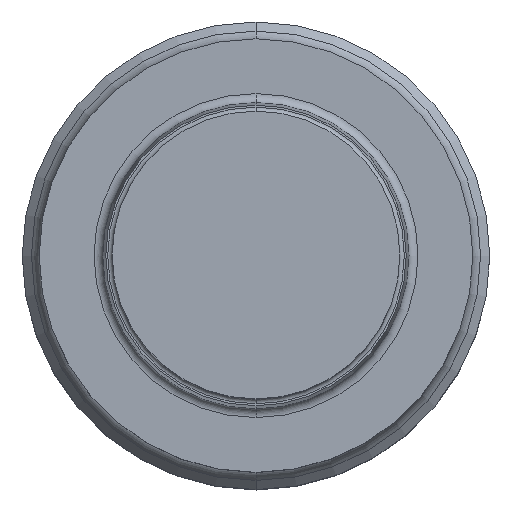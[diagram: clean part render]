
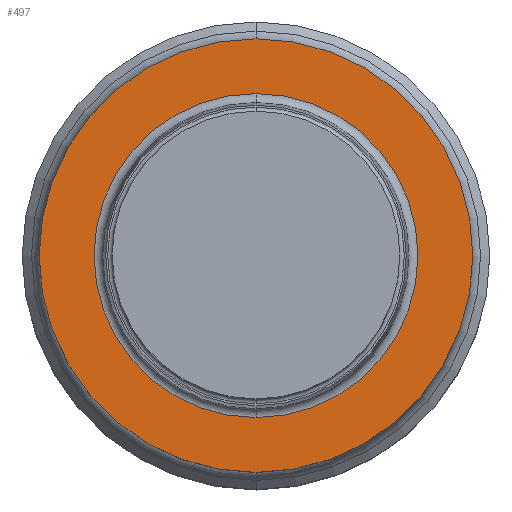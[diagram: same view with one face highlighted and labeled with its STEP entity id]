
A CAD part, top view. The second image highlights one B-rep face of the part: STEP entity #497.
In plain terms, the highlighted face is planar.
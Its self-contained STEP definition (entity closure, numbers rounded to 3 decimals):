
#128=CARTESIAN_POINT('',(0.,0.,0.));
#129=DIRECTION('',(0.,0.,-1.));
#130=DIRECTION('',(0.,1.,0.));
#131=AXIS2_PLACEMENT_3D('',#128,#129,#130);
#150=CARTESIAN_POINT('',(0.,0.,0.));
#151=DIRECTION('',(0.,0.,1.));
#152=DIRECTION('',(0.,1.,0.));
#153=AXIS2_PLACEMENT_3D('',#150,#151,#152);
#158=CARTESIAN_POINT('',(0.,0.,0.));
#159=DIRECTION('',(0.,0.,-1.));
#160=DIRECTION('',(0.,1.,0.));
#161=AXIS2_PLACEMENT_3D('',#158,#159,#160);
#166=CARTESIAN_POINT('',(0.,0.,0.));
#167=DIRECTION('',(0.,0.,1.));
#168=DIRECTION('',(0.,1.,0.));
#169=AXIS2_PLACEMENT_3D('',#166,#167,#168);
#324=CARTESIAN_POINT('',(0.,4.296,0.));
#325=VERTEX_POINT('',#324);
#326=CARTESIAN_POINT('',(0.,5.75,0.));
#328=VERTEX_POINT('',#326);
#346=CARTESIAN_POINT('',(0.,-4.296,0.));
#347=VERTEX_POINT('',#346);
#348=CARTESIAN_POINT('',(0.,-5.75,0.));
#350=VERTEX_POINT('',#348);
#482=CARTESIAN_POINT('',(0.,0.,0.));
#483=DIRECTION('',(0.,0.,-1.));
#484=DIRECTION('',(0.,-1.,0.));
#485=AXIS2_PLACEMENT_3D('',#482,#483,#484);
#486=PLANE('',#485);
#487=ORIENTED_EDGE('',*,*,#477,.T.);
#488=ORIENTED_EDGE('',*,*,#461,.F.);
#489=EDGE_LOOP('',(#487,#488));
#490=FACE_OUTER_BOUND('',#489,.F.);
#492=ORIENTED_EDGE('',*,*,#491,.T.);
#494=ORIENTED_EDGE('',*,*,#493,.F.);
#495=EDGE_LOOP('',(#492,#494));
#496=FACE_BOUND('',#495,.F.);
#497=ADVANCED_FACE('',(#490,#496),#486,.T.);
#132=CIRCLE('',#131,5.75);
#154=CIRCLE('',#153,5.75);
#162=CIRCLE('',#161,4.296);
#170=CIRCLE('',#169,4.296);
#461=EDGE_CURVE('',#328,#350,#132,.T.);
#477=EDGE_CURVE('',#328,#350,#154,.T.);
#491=EDGE_CURVE('',#325,#347,#162,.T.);
#493=EDGE_CURVE('',#325,#347,#170,.T.);
